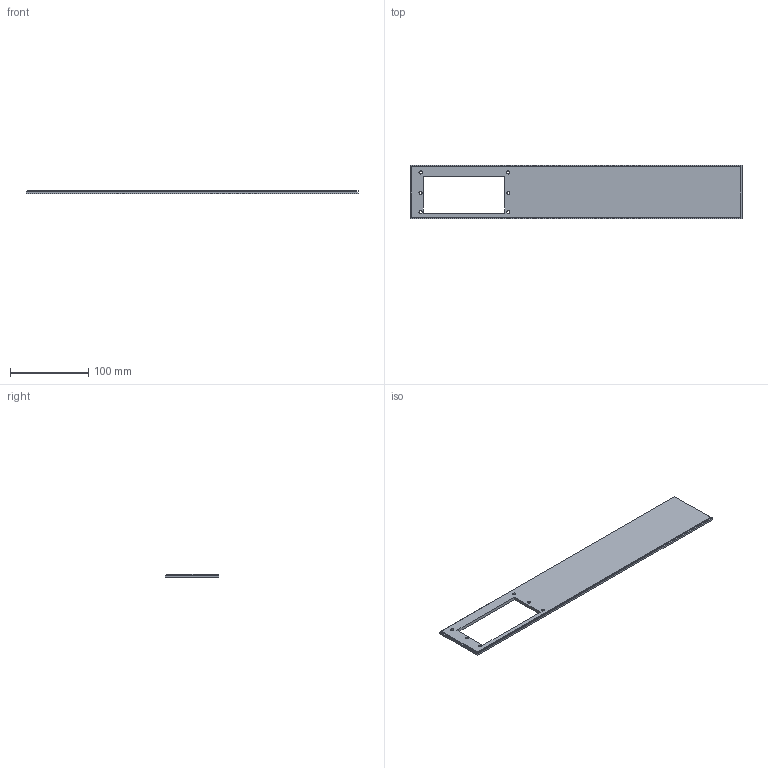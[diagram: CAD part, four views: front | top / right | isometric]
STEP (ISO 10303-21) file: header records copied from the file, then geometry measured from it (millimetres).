
FILE_DESCRIPTION(('STEP AP214'),'1');
FILE_NAME('PC PLAQUE ARRIERE.stp','2020-10-31T16:30:55',(' '),(' '),'Spatial InterOp 3D',' ',' ');
FILE_SCHEMA(('AUTOMOTIVE_DESIGN { 1 0 10303 214 1 1 1 1 }'));
Length unit declared in the file: metre
Products named in the file (1): Corps
Bounding box: 425 x 68 x 4 mm (x, y, z)
Volume: 93541.4 mm3; surface area: 53308.8 mm2
Topology: 1 solids, 2 shells, 28 faces, 77 edges, 53 vertices
Faces by surface type: plane 16, cylinder 12
Entity records: 969 total; most frequent: DIRECTION 162, CARTESIAN_POINT 160, ORIENTED_EDGE 150, EDGE_CURVE 77, AXIS2_PLACEMENT_3D 55, VERTEX_POINT 53, LINE 52, VECTOR 52
